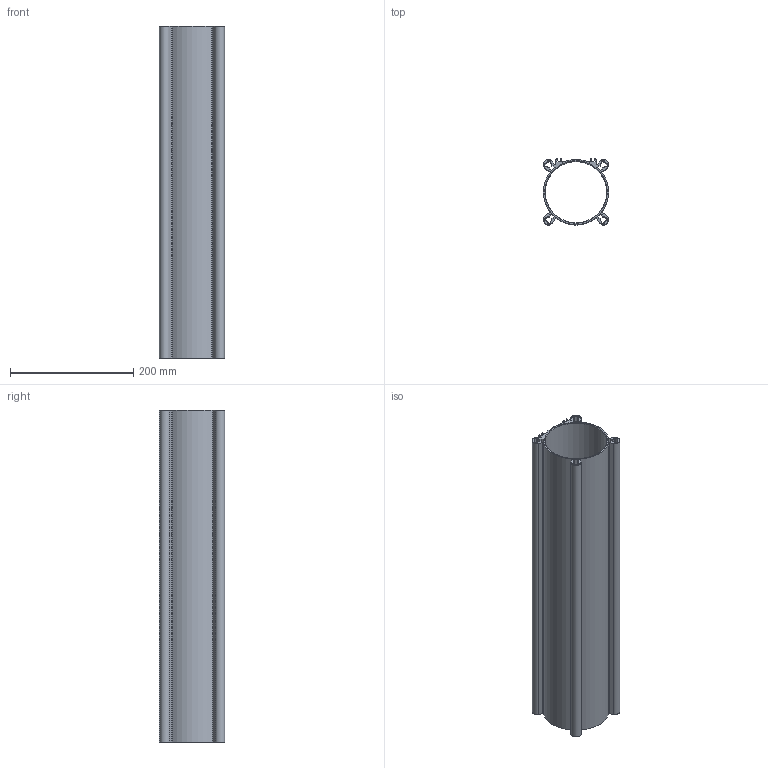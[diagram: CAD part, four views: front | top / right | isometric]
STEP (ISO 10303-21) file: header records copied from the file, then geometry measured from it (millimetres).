
FILE_DESCRIPTION (( 'STEP AP214' ), '1' );
FILE_NAME ('TUS00STDA0.STEP', '2021-07-29T10:54:04', ( '' ), ( '' ), 'SwSTEP 2.0', 'SolidWorks 2020', '' );
FILE_SCHEMA (( 'AUTOMOTIVE_DESIGN' ));
Length unit declared in the file: millimetre
Products named in the file (1): TUS00STDA0
Bounding box: 105.5 x 106.3 x 538 mm (x, y, z)
Volume: 843029.2 mm3; surface area: 557530.6 mm2
Topology: 1 solids, 1 shells, 185 faces, 547 edges, 364 vertices
Faces by surface type: cylinder 119, plane 64, cone 2
Full cylindrical faces by diameter (mm): 100 x1
Entity records: 6324 total; most frequent: DIRECTION 1156, CARTESIAN_POINT 1094, ORIENTED_EDGE 1088, EDGE_CURVE 544, AXIS2_PLACEMENT_3D 426, VERTEX_POINT 364, VECTOR 304, LINE 304
